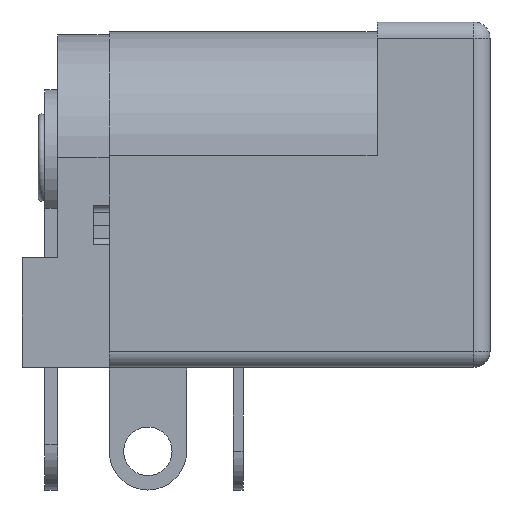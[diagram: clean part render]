
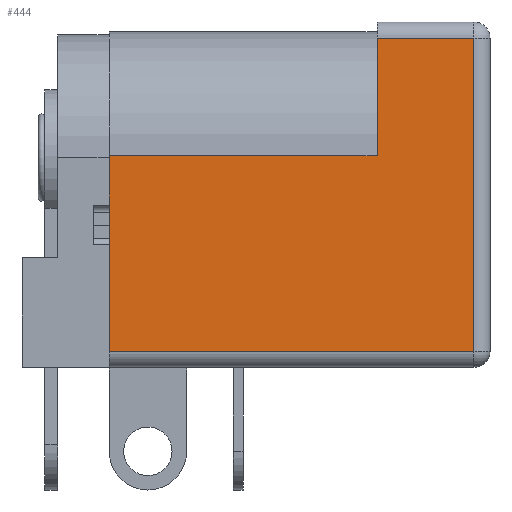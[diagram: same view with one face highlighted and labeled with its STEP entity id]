
A CAD part, left-side view. The second image highlights one B-rep face of the part: STEP entity #444.
In plain terms, the highlighted planar face has unit normal (-1, 0, 0).
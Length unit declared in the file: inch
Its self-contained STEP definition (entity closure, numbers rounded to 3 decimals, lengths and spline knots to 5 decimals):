
#41 = LINE ( 'NONE', #804, #3981 ) ;
#206 = VECTOR ( 'NONE', #1063, 39.37008 ) ;
#253 = CARTESIAN_POINT ( 'NONE',  ( -0.17717, 0., 0.19094 ) ) ;
#432 = DIRECTION ( 'NONE',  ( -1., 0., 0. ) ) ;
#444 = ADVANCED_FACE ( 'NONE', ( #4450 ), #5101, .T. ) ;
#486 = ORIENTED_EDGE ( 'NONE', *, *, #3087, .F. ) ;
#579 = CARTESIAN_POINT ( 'NONE',  ( -0.17717, -0.1378, -0.19094 ) ) ;
#783 = CARTESIAN_POINT ( 'NONE',  ( -0.17717, 0.32677, 0.04724 ) ) ;
#804 = CARTESIAN_POINT ( 'NONE',  ( -0.17717, -0.11811, 0.21063 ) ) ;
#831 = VECTOR ( 'NONE', #5140, 39.37008 ) ;
#944 = LINE ( 'NONE', #5660, #3514 ) ;
#969 = CARTESIAN_POINT ( 'NONE',  ( -0.17717, -0.1378, -0.21063 ) ) ;
#1063 = DIRECTION ( 'NONE',  ( 0., -1., 0. ) ) ;
#1174 = EDGE_CURVE ( 'NONE', #4157, #4344, #6379, .T. ) ;
#1554 = ORIENTED_EDGE ( 'NONE', *, *, #4181, .T. ) ;
#1681 = CARTESIAN_POINT ( 'NONE',  ( -0.17717, 0.32677, 0.04724 ) ) ;
#1844 = VERTEX_POINT ( 'NONE', #253 ) ;
#2162 = VERTEX_POINT ( 'NONE', #4731 ) ;
#2565 = DIRECTION ( 'NONE',  ( 0., 0., 1. ) ) ;
#2573 = CARTESIAN_POINT ( 'NONE',  ( -0.17717, -0.1378, 0.19094 ) ) ;
#2782 = LINE ( 'NONE', #579, #206 ) ;
#3017 = VECTOR ( 'NONE', #3735, 39.37008 ) ;
#3087 = EDGE_CURVE ( 'NONE', #4344, #1844, #3172, .T. ) ;
#3172 = LINE ( 'NONE', #3713, #3017 ) ;
#3446 = EDGE_CURVE ( 'NONE', #4157, #5750, #944, .T. ) ;
#3514 = VECTOR ( 'NONE', #5143, 39.37008 ) ;
#3557 = LINE ( 'NONE', #2573, #831 ) ;
#3713 = CARTESIAN_POINT ( 'NONE',  ( -0.17717, 0., -0.21063 ) ) ;
#3735 = DIRECTION ( 'NONE',  ( 0., 0., 1. ) ) ;
#3981 = VECTOR ( 'NONE', #5422, 39.37008 ) ;
#4157 = VERTEX_POINT ( 'NONE', #783 ) ;
#4181 = EDGE_CURVE ( 'NONE', #4486, #2162, #41, .T. ) ;
#4203 = CARTESIAN_POINT ( 'NONE',  ( -0.17717, 0.32677, -0.19094 ) ) ;
#4221 = AXIS2_PLACEMENT_3D ( 'NONE', #969, #432, #2565 ) ;
#4344 = VERTEX_POINT ( 'NONE', #6088 ) ;
#4450 = FACE_OUTER_BOUND ( 'NONE', #4988, .T. ) ;
#4486 = VERTEX_POINT ( 'NONE', #5177 ) ;
#4723 = DIRECTION ( 'NONE',  ( 0., -1., 0. ) ) ;
#4731 = CARTESIAN_POINT ( 'NONE',  ( -0.17717, -0.11811, 0.19094 ) ) ;
#4848 = EDGE_CURVE ( 'NONE', #5750, #4486, #2782, .T. ) ;
#4988 = EDGE_LOOP ( 'NONE', ( #6589, #6489, #1554, #5795, #486, #5648 ) ) ;
#4991 = VECTOR ( 'NONE', #4723, 39.37008 ) ;
#5101 = PLANE ( 'NONE',  #4221 ) ;
#5140 = DIRECTION ( 'NONE',  ( 0., 1., 0. ) ) ;
#5143 = DIRECTION ( 'NONE',  ( 0., 0., -1. ) ) ;
#5177 = CARTESIAN_POINT ( 'NONE',  ( -0.17717, -0.11811, -0.19094 ) ) ;
#5422 = DIRECTION ( 'NONE',  ( 0., 0., 1. ) ) ;
#5648 = ORIENTED_EDGE ( 'NONE', *, *, #1174, .F. ) ;
#5660 = CARTESIAN_POINT ( 'NONE',  ( -0.17717, 0.32677, 0.04724 ) ) ;
#5750 = VERTEX_POINT ( 'NONE', #4203 ) ;
#5795 = ORIENTED_EDGE ( 'NONE', *, *, #6552, .T. ) ;
#6088 = CARTESIAN_POINT ( 'NONE',  ( -0.17717, 0., 0.04724 ) ) ;
#6379 = LINE ( 'NONE', #1681, #4991 ) ;
#6489 = ORIENTED_EDGE ( 'NONE', *, *, #4848, .T. ) ;
#6552 = EDGE_CURVE ( 'NONE', #2162, #1844, #3557, .T. ) ;
#6589 = ORIENTED_EDGE ( 'NONE', *, *, #3446, .T. ) ;
